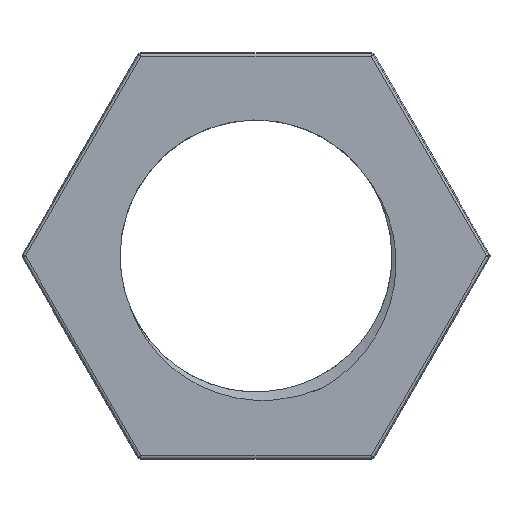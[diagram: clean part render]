
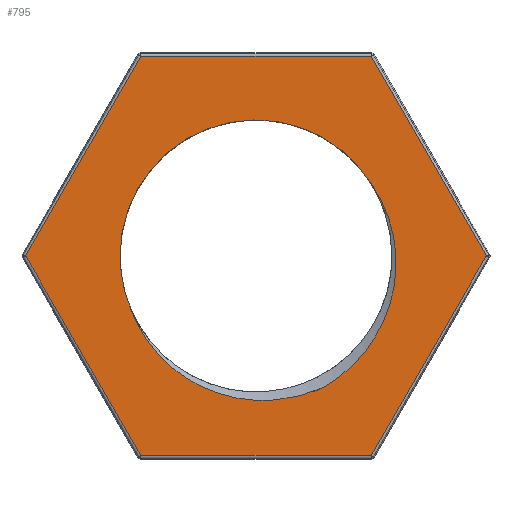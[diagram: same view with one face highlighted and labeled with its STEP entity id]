
A CAD part, top view. The second image highlights one B-rep face of the part: STEP entity #795.
In plain terms, the highlighted planar face has unit normal (0, 0, 1).
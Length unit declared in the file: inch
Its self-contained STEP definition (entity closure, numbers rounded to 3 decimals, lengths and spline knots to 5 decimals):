
#383 = EDGE_CURVE( '', #891, #807, #1050, .T. );
#411 = VERTEX_POINT( '', #1080 );
#437 = EDGE_CURVE( '', #549, #981, #1109, .T. );
#549 = VERTEX_POINT( '', #1236 );
#567 = VERTEX_POINT( '', #1259 );
#583 = EDGE_CURVE( '', #981, #847, #1279, .T. );
#603 = EDGE_CURVE( '', #893, #807, #1301, .T. );
#655 = EDGE_CURVE( '', #411, #973, #1357, .T. );
#771 = VERTEX_POINT( '', #1483 );
#793 = EDGE_CURVE( '', #771, #891, #1506, .T. );
#795 = ADVANCED_FACE( '', ( #1508, #1509 ), #1510, .T. );
#807 = VERTEX_POINT( '', #1524 );
#839 = EDGE_CURVE( '', #771, #893, #1561, .T. );
#847 = VERTEX_POINT( '', #1569 );
#857 = EDGE_CURVE( '', #973, #567, #1579, .T. );
#879 = EDGE_CURVE( '', #567, #549, #1603, .T. );
#891 = VERTEX_POINT( '', #1617 );
#893 = VERTEX_POINT( '', #1619 );
#957 = EDGE_CURVE( '', #847, #411, #1688, .T. );
#973 = VERTEX_POINT( '', #1706 );
#981 = VERTEX_POINT( '', #1714 );
#1050 = CIRCLE( '', #1854, 0.3765 );
#1080 = CARTESIAN_POINT( '', ( -0.31899, -0.5525, 0.215 ) );
#1109 = LINE( '', #2068, #2069 );
#1236 = CARTESIAN_POINT( '', ( 0.31899, 0.5525, 0.215 ) );
#1259 = CARTESIAN_POINT( '', ( -0.31899, 0.5525, 0.215 ) );
#1279 = LINE( '', #2673, #2674 );
#1301 = B_SPLINE_CURVE_WITH_KNOTS( '', 3, ( #2703, #2704, #2705, #2706, #2707, #2708, #2709, #2710, #2711, #2712, #2713, #2714, #2715, #2716, #2717, #2718, #2719, #2720 ), .UNSPECIFIED., .F., .F., ( 4, 2, 2, 2, 2, 2, 2, 2, 4 ), ( 0., 0.15814, 0.31334, 0.46562, 0.61496, 0.76136, 0.90483, 0.97906, 1.05247 ), .UNSPECIFIED. );
#1357 = LINE( '', #2920, #2921 );
#1483 = CARTESIAN_POINT( '', ( 0.32089, 0.19694, 0.215 ) );
#1506 = CIRCLE( '', #3842, 0.3765 );
#1508 = FACE_OUTER_BOUND( '', #3844, .T. );
#1509 = FACE_BOUND( '', #3845, .T. );
#1510 = PLANE( '', #3846 );
#1524 = CARTESIAN_POINT( '', ( -0.34762, -0.14461, 0.215 ) );
#1561 = B_SPLINE_CURVE_WITH_KNOTS( '', 3, ( #4039, #4040, #4041, #4042, #4043, #4044, #4045, #4046, #4047, #4048, #4049, #4050, #4051, #4052, #4053, #4054, #4055, #4056 ), .UNSPECIFIED., .F., .F., ( 4, 2, 2, 2, 2, 2, 2, 2, 4 ), ( 0., 0.13993, 0.28279, 0.42857, 0.57729, 0.72893, 0.88349, 0.96598, 1.0493 ), .UNSPECIFIED. );
#1569 = CARTESIAN_POINT( '', ( 0.31899, -0.5525, 0.215 ) );
#1579 = LINE( '', #4229, #4230 );
#1603 = LINE( '', #4396, #4397 );
#1617 = CARTESIAN_POINT( '', ( -0.3765, 0., 0.215 ) );
#1619 = CARTESIAN_POINT( '', ( 0.18608, -0.36422, 0.215 ) );
#1688 = LINE( '', #4718, #4719 );
#1706 = CARTESIAN_POINT( '', ( -0.63797, 0., 0.215 ) );
#1714 = CARTESIAN_POINT( '', ( 0.63797, 0., 0.215 ) );
#1854 = AXIS2_PLACEMENT_3D( '', #5352, #5353, #5354 );
#2068 = CARTESIAN_POINT( '', ( 0.39729, 0.41688, 0.215 ) );
#2069 = VECTOR( '', #5428, 1. );
#2673 = CARTESIAN_POINT( '', ( 0.55967, -0.13563, 0.215 ) );
#2674 = VECTOR( '', #5696, 1. );
#2703 = CARTESIAN_POINT( '', ( 0.18608, -0.36422, 0.215 ) );
#2704 = CARTESIAN_POINT( '', ( 0.13804, -0.38591, 0.215 ) );
#2705 = CARTESIAN_POINT( '', ( 0.08626, -0.3981, 0.215 ) );
#2706 = CARTESIAN_POINT( '', ( -0.01808, -0.40173, 0.215 ) );
#2707 = CARTESIAN_POINT( '', ( -0.06962, -0.39351, 0.215 ) );
#2708 = CARTESIAN_POINT( '', ( -0.16565, -0.35794, 0.215 ) );
#2709 = CARTESIAN_POINT( '', ( -0.20935, -0.33129, 0.215 ) );
#2710 = CARTESIAN_POINT( '', ( -0.28322, -0.26328, 0.215 ) );
#2711 = CARTESIAN_POINT( '', ( -0.31294, -0.22285, 0.215 ) );
#2712 = CARTESIAN_POINT( '', ( -0.35461, -0.13369, 0.215 ) );
#2713 = CARTESIAN_POINT( '', ( -0.36651, -0.08599, 0.215 ) );
#2714 = CARTESIAN_POINT( '', ( -0.37111, 0.01032, 0.215 ) );
#2715 = CARTESIAN_POINT( '', ( -0.36415, 0.05798, 0.215 ) );
#2716 = CARTESIAN_POINT( '', ( -0.3399, 0.12617, 0.215 ) );
#2717 = CARTESIAN_POINT( '', ( -0.32928, 0.14852, 0.215 ) );
#2718 = CARTESIAN_POINT( '', ( -0.30376, 0.19045, 0.215 ) );
#2719 = CARTESIAN_POINT( '', ( -0.28897, 0.20995, 0.215 ) );
#2720 = CARTESIAN_POINT( '', ( -0.2723, 0.22777, 0.215 ) );
#2920 = CARTESIAN_POINT( '', ( -0.39729, -0.41688, 0.215 ) );
#2921 = VECTOR( '', #5779, 1. );
#3842 = AXIS2_PLACEMENT_3D( '', #5931, #5932, #5933 );
#3844 = EDGE_LOOP( '', ( #5935, #5936, #5937, #5938, #5939, #5940 ) );
#3845 = EDGE_LOOP( '', ( #5941, #5942, #5943, #5944 ) );
#3846 = AXIS2_PLACEMENT_3D( '', #5945, #5946, #5947 );
#4039 = CARTESIAN_POINT( '', ( -0.025, 0.35412, 0.215 ) );
#4040 = CARTESIAN_POINT( '', ( 0.02128, 0.35998, 0.215 ) );
#4041 = CARTESIAN_POINT( '', ( 0.06825, 0.35665, 0.215 ) );
#4042 = CARTESIAN_POINT( '', ( 0.1593, 0.33209, 0.215 ) );
#4043 = CARTESIAN_POINT( '', ( 0.2024, 0.31073, 0.215 ) );
#4044 = CARTESIAN_POINT( '', ( 0.2789, 0.25223, 0.215 ) );
#4045 = CARTESIAN_POINT( '', ( 0.31133, 0.21536, 0.215 ) );
#4046 = CARTESIAN_POINT( '', ( 0.3609, 0.13048, 0.215 ) );
#4047 = CARTESIAN_POINT( '', ( 0.37723, 0.0831, 0.215 ) );
#4048 = CARTESIAN_POINT( '', ( 0.39114, -0.01623, 0.215 ) );
#4049 = CARTESIAN_POINT( '', ( 0.38821, -0.06726, 0.215 ) );
#4050 = CARTESIAN_POINT( '', ( 0.36288, -0.16637, 0.215 ) );
#4051 = CARTESIAN_POINT( '', ( 0.34036, -0.21338, 0.215 ) );
#4052 = CARTESIAN_POINT( '', ( 0.29307, -0.27694, 0.215 ) );
#4053 = CARTESIAN_POINT( '', ( 0.27437, -0.2973, 0.215 ) );
#4054 = CARTESIAN_POINT( '', ( 0.23292, -0.33409, 0.215 ) );
#4055 = CARTESIAN_POINT( '', ( 0.21024, -0.35037, 0.215 ) );
#4056 = CARTESIAN_POINT( '', ( 0.18608, -0.36422, 0.215 ) );
#4229 = CARTESIAN_POINT( '', ( -0.55967, 0.13563, 0.215 ) );
#4230 = VECTOR( '', #6028, 1. );
#4396 = CARTESIAN_POINT( '', ( -0.16238, 0.5525, 0.215 ) );
#4397 = VECTOR( '', #6060, 1. );
#4718 = CARTESIAN_POINT( '', ( 0.16238, -0.5525, 0.215 ) );
#4719 = VECTOR( '', #6147, 1. );
#5352 = CARTESIAN_POINT( '', ( 0., 0., 0.215 ) );
#5353 = DIRECTION( '', ( 0., 0., 1. ) );
#5354 = DIRECTION( '', ( 1., 0., 0. ) );
#5428 = DIRECTION( '', ( 0.5, -0.866, 0. ) );
#5696 = DIRECTION( '', ( -0.5, -0.866, 0. ) );
#5779 = DIRECTION( '', ( -0.5, 0.866, 0. ) );
#5931 = CARTESIAN_POINT( '', ( 0., 0., 0.215 ) );
#5932 = DIRECTION( '', ( 0., 0., 1. ) );
#5933 = DIRECTION( '', ( 1., 0., 0. ) );
#5935 = ORIENTED_EDGE( '', *, *, #879, .F. );
#5936 = ORIENTED_EDGE( '', *, *, #857, .F. );
#5937 = ORIENTED_EDGE( '', *, *, #655, .F. );
#5938 = ORIENTED_EDGE( '', *, *, #957, .F. );
#5939 = ORIENTED_EDGE( '', *, *, #583, .F. );
#5940 = ORIENTED_EDGE( '', *, *, #437, .F. );
#5941 = ORIENTED_EDGE( '', *, *, #603, .T. );
#5942 = ORIENTED_EDGE( '', *, *, #383, .F. );
#5943 = ORIENTED_EDGE( '', *, *, #793, .F. );
#5944 = ORIENTED_EDGE( '', *, *, #839, .T. );
#5945 = CARTESIAN_POINT( '', ( 0., 0., 0.215 ) );
#5946 = DIRECTION( '', ( 0., 0., 1. ) );
#5947 = DIRECTION( '', ( 1., 0., 0. ) );
#6028 = DIRECTION( '', ( 0.5, 0.866, 0. ) );
#6060 = DIRECTION( '', ( 1., 0., 0. ) );
#6147 = DIRECTION( '', ( -1., 0., 0. ) );
